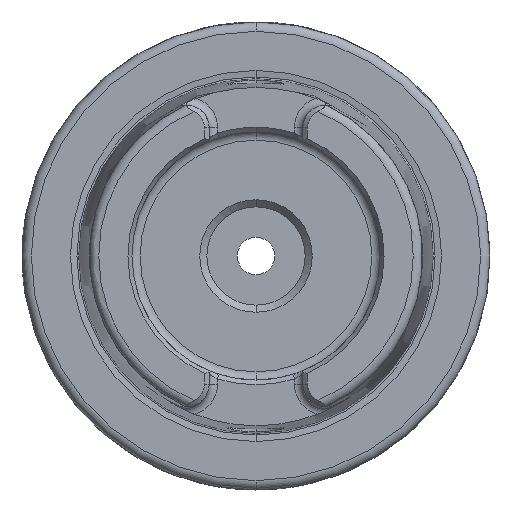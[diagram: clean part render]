
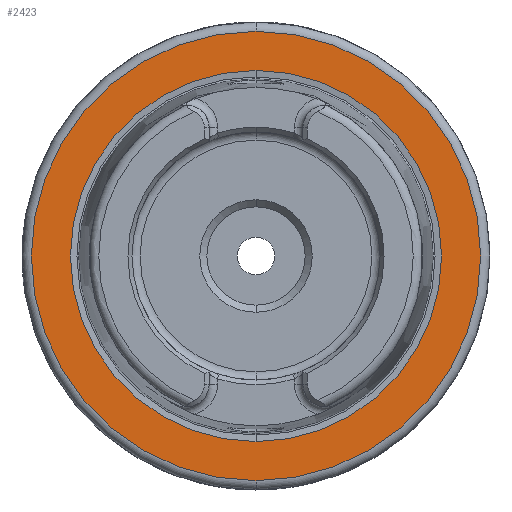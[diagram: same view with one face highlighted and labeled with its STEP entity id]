
A CAD part, left-side view. The second image highlights one B-rep face of the part: STEP entity #2423.
In plain terms, the highlighted planar face has unit normal (-1, 0, 0).
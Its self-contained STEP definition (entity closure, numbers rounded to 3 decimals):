
#135 = EDGE_CURVE ( 'NONE', #6800, #3011, #1764, .T. ) ;
#486 = AXIS2_PLACEMENT_3D ( 'NONE', #3410, #7821, #7606 ) ;
#645 = DIRECTION ( 'NONE',  ( 1., 0., 0. ) ) ;
#730 = AXIS2_PLACEMENT_3D ( 'NONE', #7766, #645, #3196 ) ;
#739 = ORIENTED_EDGE ( 'NONE', *, *, #2008, .T. ) ;
#799 = ORIENTED_EDGE ( 'NONE', *, *, #135, .F. ) ;
#1015 = EDGE_CURVE ( 'NONE', #3011, #6800, #3675, .T. ) ;
#1124 = CARTESIAN_POINT ( 'NONE',  ( 0., 0., -39.647 ) ) ;
#1126 = DIRECTION ( 'NONE',  ( 0., 0., 1. ) ) ;
#1394 = CARTESIAN_POINT ( 'NONE',  ( 0., 0., 48. ) ) ;
#1578 = DIRECTION ( 'NONE',  ( -1., 0., 0. ) ) ;
#1764 = CIRCLE ( 'NONE', #3084, 48. ) ;
#2008 = EDGE_CURVE ( 'NONE', #7279, #2892, #6414, .T. ) ;
#2151 = PLANE ( 'NONE',  #7178 ) ;
#2154 = EDGE_LOOP ( 'NONE', ( #799, #4385 ) ) ;
#2423 = ADVANCED_FACE ( 'NONE', ( #2976, #6743 ), #2151, .T. ) ;
#2837 = DIRECTION ( 'NONE',  ( 0., 0., -1. ) ) ;
#2892 = VERTEX_POINT ( 'NONE', #6549 ) ;
#2976 = FACE_BOUND ( 'NONE', #7985, .T. ) ;
#3011 = VERTEX_POINT ( 'NONE', #1394 ) ;
#3038 = DIRECTION ( 'NONE',  ( 1., 0., 0. ) ) ;
#3084 = AXIS2_PLACEMENT_3D ( 'NONE', #6654, #3038, #4983 ) ;
#3196 = DIRECTION ( 'NONE',  ( 0., 0., -1. ) ) ;
#3410 = CARTESIAN_POINT ( 'NONE',  ( 0., 0., 0. ) ) ;
#3451 = EDGE_CURVE ( 'NONE', #2892, #7279, #3692, .T. ) ;
#3675 = CIRCLE ( 'NONE', #486, 48. ) ;
#3692 = CIRCLE ( 'NONE', #730, 39.647 ) ;
#3863 = DIRECTION ( 'NONE',  ( 1., 0., 0. ) ) ;
#4258 = ORIENTED_EDGE ( 'NONE', *, *, #3451, .T. ) ;
#4385 = ORIENTED_EDGE ( 'NONE', *, *, #1015, .F. ) ;
#4882 = AXIS2_PLACEMENT_3D ( 'NONE', #8100, #3863, #2837 ) ;
#4983 = DIRECTION ( 'NONE',  ( 0., 0., -1. ) ) ;
#5347 = CARTESIAN_POINT ( 'NONE',  ( 0., 39.647, 0. ) ) ;
#6136 = CARTESIAN_POINT ( 'NONE',  ( 0., 0., -48. ) ) ;
#6414 = CIRCLE ( 'NONE', #4882, 39.647 ) ;
#6549 = CARTESIAN_POINT ( 'NONE',  ( 0., 0., 39.647 ) ) ;
#6654 = CARTESIAN_POINT ( 'NONE',  ( 0., 0., 0. ) ) ;
#6743 = FACE_OUTER_BOUND ( 'NONE', #2154, .T. ) ;
#6800 = VERTEX_POINT ( 'NONE', #6136 ) ;
#7178 = AXIS2_PLACEMENT_3D ( 'NONE', #5347, #1578, #1126 ) ;
#7279 = VERTEX_POINT ( 'NONE', #1124 ) ;
#7606 = DIRECTION ( 'NONE',  ( 0., 0., -1. ) ) ;
#7766 = CARTESIAN_POINT ( 'NONE',  ( 0., 0., 0. ) ) ;
#7821 = DIRECTION ( 'NONE',  ( 1., 0., 0. ) ) ;
#7985 = EDGE_LOOP ( 'NONE', ( #4258, #739 ) ) ;
#8100 = CARTESIAN_POINT ( 'NONE',  ( 0., 0., 0. ) ) ;
